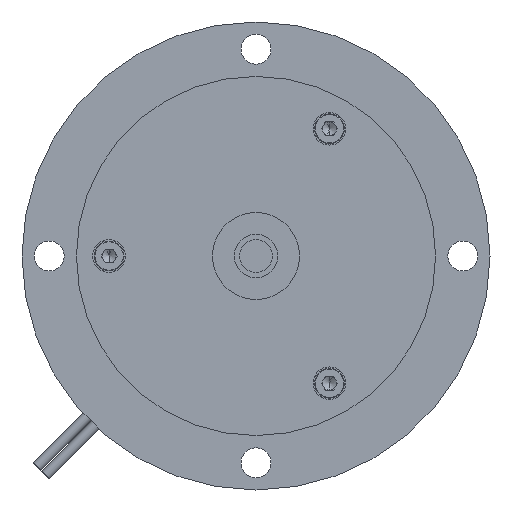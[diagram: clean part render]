
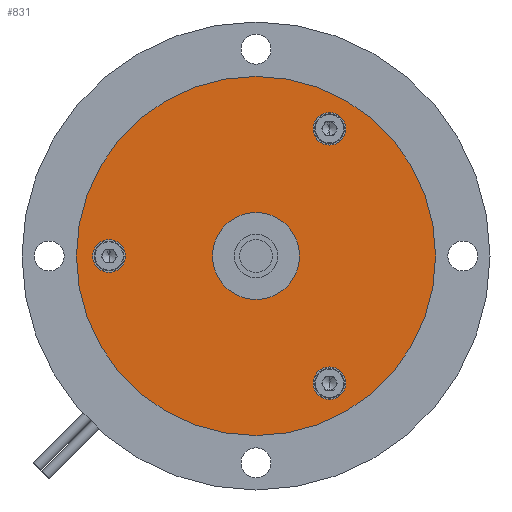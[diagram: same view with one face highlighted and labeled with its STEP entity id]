
A CAD part, left-side view. The second image highlights one B-rep face of the part: STEP entity #831.
In plain terms, the highlighted planar face has unit normal (-1, 0, 0).
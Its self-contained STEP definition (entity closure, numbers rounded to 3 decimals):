
#348 = VERTEX_POINT ( 'NONE', #1754 ) ;
#354 = VERTEX_POINT ( 'NONE', #1706 ) ;
#410 = EDGE_CURVE ( 'NONE', #348, #354, #1846, .T. ) ;
#430 = VERTEX_POINT ( 'NONE', #1833 ) ;
#433 = EDGE_CURVE ( 'NONE', #442, #434, #1831, .T. ) ;
#434 = VERTEX_POINT ( 'NONE', #1883 ) ;
#442 = VERTEX_POINT ( 'NONE', #1908 ) ;
#501 = VERTEX_POINT ( 'NONE', #2168 ) ;
#508 = VERTEX_POINT ( 'NONE', #2155 ) ;
#532 = EDGE_CURVE ( 'NONE', #430, #508, #2052, .T. ) ;
#545 = EDGE_CURVE ( 'NONE', #501, #598, #2067, .T. ) ;
#598 = VERTEX_POINT ( 'NONE', #2235 ) ;
#650 = EDGE_CURVE ( 'NONE', #651, #700, #2360, .T. ) ;
#651 = VERTEX_POINT ( 'NONE', #2355 ) ;
#700 = VERTEX_POINT ( 'NONE', #2483 ) ;
#721 = EDGE_LOOP ( 'NONE', ( #768, #728 ) ) ;
#725 = ORIENTED_EDGE ( 'NONE', *, *, #650, .T. ) ;
#727 = ORIENTED_EDGE ( 'NONE', *, *, #532, .F. ) ;
#728 = ORIENTED_EDGE ( 'NONE', *, *, #433, .F. ) ;
#754 = ORIENTED_EDGE ( 'NONE', *, *, #832, .F. ) ;
#767 = EDGE_LOOP ( 'NONE', ( #754, #833 ) ) ;
#768 = ORIENTED_EDGE ( 'NONE', *, *, #800, .F. ) ;
#781 = EDGE_LOOP ( 'NONE', ( #725, #783 ) ) ;
#783 = ORIENTED_EDGE ( 'NONE', *, *, #797, .T. ) ;
#784 = EDGE_LOOP ( 'NONE', ( #826, #796 ) ) ;
#793 = EDGE_CURVE ( 'NONE', #598, #501, #2957, .T. ) ;
#794 = ORIENTED_EDGE ( 'NONE', *, *, #795, .F. ) ;
#795 = EDGE_CURVE ( 'NONE', #508, #430, #2801, .T. ) ;
#796 = ORIENTED_EDGE ( 'NONE', *, *, #545, .F. ) ;
#797 = EDGE_CURVE ( 'NONE', #700, #651, #2802, .T. ) ;
#800 = EDGE_CURVE ( 'NONE', #434, #442, #2804, .T. ) ;
#826 = ORIENTED_EDGE ( 'NONE', *, *, #793, .F. ) ;
#829 = EDGE_LOOP ( 'NONE', ( #794, #727 ) ) ;
#831 = ADVANCED_FACE ( 'NONE', ( #2815, #2811, #2810, #2899, #2898 ), #2897, .F. ) ;
#832 = EDGE_CURVE ( 'NONE', #354, #348, #2895, .T. ) ;
#833 = ORIENTED_EDGE ( 'NONE', *, *, #410, .F. ) ;
#1706 = CARTESIAN_POINT ( 'NONE',  ( 0., -13.5, 26.383 ) ) ;
#1754 = CARTESIAN_POINT ( 'NONE',  ( 0., -13.5, 20.383 ) ) ;
#1831 = CIRCLE ( 'NONE', #1887, 3. ) ;
#1833 = CARTESIAN_POINT ( 'NONE',  ( 0., 27., -3. ) ) ;
#1846 = CIRCLE ( 'NONE', #1896, 3. ) ;
#1862 = DIRECTION ( 'NONE',  ( 0., -0.866, -0.5 ) ) ;
#1881 = DIRECTION ( 'NONE',  ( -1., 0., 0. ) ) ;
#1883 = CARTESIAN_POINT ( 'NONE',  ( 0., -13.5, -20.383 ) ) ;
#1884 = DIRECTION ( 'NONE',  ( 0., 0.866, -0.5 ) ) ;
#1885 = DIRECTION ( 'NONE',  ( -1., 0., 0. ) ) ;
#1886 = CARTESIAN_POINT ( 'NONE',  ( 0., -13.5, -23.383 ) ) ;
#1887 = AXIS2_PLACEMENT_3D ( 'NONE', #1886, #1885, #1884 ) ;
#1896 = AXIS2_PLACEMENT_3D ( 'NONE', #1897, #1881, #1862 ) ;
#1897 = CARTESIAN_POINT ( 'NONE',  ( 0., -13.5, 23.383 ) ) ;
#1908 = CARTESIAN_POINT ( 'NONE',  ( 0., -13.5, -26.383 ) ) ;
#2052 = CIRCLE ( 'NONE', #2146, 3. ) ;
#2063 = DIRECTION ( 'NONE',  ( 0., 0., 1. ) ) ;
#2064 = DIRECTION ( 'NONE',  ( -1., 0., 0. ) ) ;
#2065 = CARTESIAN_POINT ( 'NONE',  ( 0., 0., 0. ) ) ;
#2066 = AXIS2_PLACEMENT_3D ( 'NONE', #2065, #2064, #2063 ) ;
#2067 = CIRCLE ( 'NONE', #2066, 8. ) ;
#2143 = DIRECTION ( 'NONE',  ( 0., 0., 1. ) ) ;
#2144 = DIRECTION ( 'NONE',  ( -1., 0., 0. ) ) ;
#2145 = CARTESIAN_POINT ( 'NONE',  ( 0., 27., 0. ) ) ;
#2146 = AXIS2_PLACEMENT_3D ( 'NONE', #2145, #2144, #2143 ) ;
#2155 = CARTESIAN_POINT ( 'NONE',  ( 0., 27., 3. ) ) ;
#2168 = CARTESIAN_POINT ( 'NONE',  ( 0., 0., -8. ) ) ;
#2235 = CARTESIAN_POINT ( 'NONE',  ( 0., 0., 8. ) ) ;
#2355 = CARTESIAN_POINT ( 'NONE',  ( 0., 0., 33. ) ) ;
#2356 = DIRECTION ( 'NONE',  ( 0., 0., 1. ) ) ;
#2357 = DIRECTION ( 'NONE',  ( -1., 0., 0. ) ) ;
#2358 = CARTESIAN_POINT ( 'NONE',  ( 0., 0., 0. ) ) ;
#2359 = AXIS2_PLACEMENT_3D ( 'NONE', #2358, #2357, #2356 ) ;
#2360 = CIRCLE ( 'NONE', #2359, 33. ) ;
#2483 = CARTESIAN_POINT ( 'NONE',  ( 0., 0., -33. ) ) ;
#2773 = DIRECTION ( 'NONE',  ( 0., 0.866, -0.5 ) ) ;
#2774 = DIRECTION ( 'NONE',  ( -1., 0., 0. ) ) ;
#2775 = CARTESIAN_POINT ( 'NONE',  ( 0., -13.5, -23.383 ) ) ;
#2797 = DIRECTION ( 'NONE',  ( 0., 0., 1. ) ) ;
#2798 = DIRECTION ( 'NONE',  ( -1., 0., 0. ) ) ;
#2799 = CARTESIAN_POINT ( 'NONE',  ( 0., 27., 0. ) ) ;
#2800 = AXIS2_PLACEMENT_3D ( 'NONE', #2799, #2798, #2797 ) ;
#2801 = CIRCLE ( 'NONE', #2800, 3. ) ;
#2802 = CIRCLE ( 'NONE', #2906, 33. ) ;
#2803 = AXIS2_PLACEMENT_3D ( 'NONE', #2775, #2774, #2773 ) ;
#2804 = CIRCLE ( 'NONE', #2803, 3. ) ;
#2810 = FACE_BOUND ( 'NONE', #829, .T. ) ;
#2811 = FACE_BOUND ( 'NONE', #721, .T. ) ;
#2815 = FACE_BOUND ( 'NONE', #767, .T. ) ;
#2888 = DIRECTION ( 'NONE',  ( 0., -0.866, -0.5 ) ) ;
#2889 = DIRECTION ( 'NONE',  ( -1., 0., 0. ) ) ;
#2890 = CARTESIAN_POINT ( 'NONE',  ( 0., -13.5, 23.383 ) ) ;
#2891 = AXIS2_PLACEMENT_3D ( 'NONE', #2890, #2889, #2888 ) ;
#2892 = DIRECTION ( 'NONE',  ( 0., 0., -1. ) ) ;
#2893 = DIRECTION ( 'NONE',  ( 1., 0., 0. ) ) ;
#2894 = CARTESIAN_POINT ( 'NONE',  ( 0., 0., 0. ) ) ;
#2895 = CIRCLE ( 'NONE', #2891, 3. ) ;
#2896 = AXIS2_PLACEMENT_3D ( 'NONE', #2894, #2893, #2892 ) ;
#2897 = PLANE ( 'NONE',  #2896 ) ;
#2898 = FACE_OUTER_BOUND ( 'NONE', #781, .T. ) ;
#2899 = FACE_BOUND ( 'NONE', #784, .T. ) ;
#2903 = DIRECTION ( 'NONE',  ( 0., 0., 1. ) ) ;
#2904 = DIRECTION ( 'NONE',  ( -1., 0., 0. ) ) ;
#2905 = CARTESIAN_POINT ( 'NONE',  ( 0., 0., 0. ) ) ;
#2906 = AXIS2_PLACEMENT_3D ( 'NONE', #2905, #2904, #2903 ) ;
#2953 = DIRECTION ( 'NONE',  ( 0., 0., 1. ) ) ;
#2954 = DIRECTION ( 'NONE',  ( -1., 0., 0. ) ) ;
#2955 = CARTESIAN_POINT ( 'NONE',  ( 0., 0., 0. ) ) ;
#2956 = AXIS2_PLACEMENT_3D ( 'NONE', #2955, #2954, #2953 ) ;
#2957 = CIRCLE ( 'NONE', #2956, 8. ) ;
